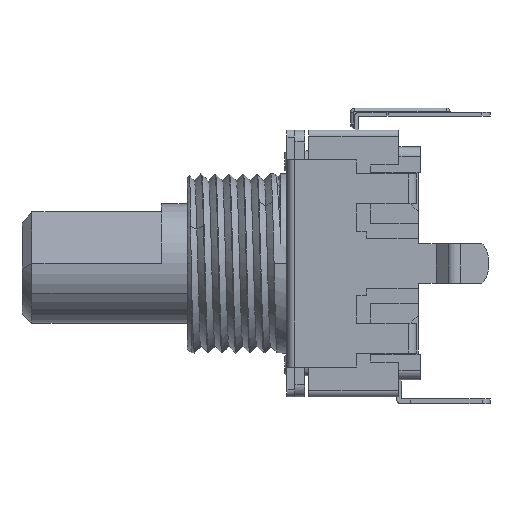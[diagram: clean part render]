
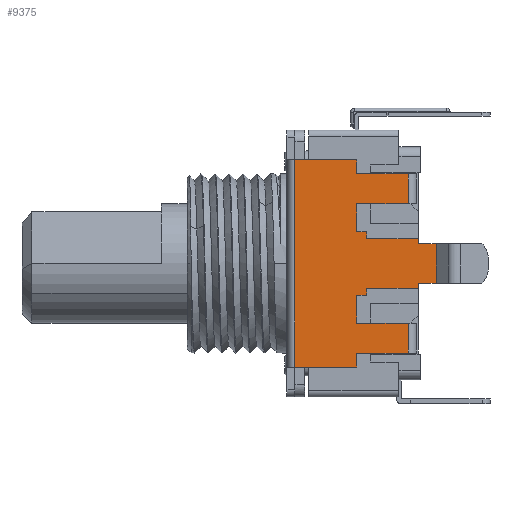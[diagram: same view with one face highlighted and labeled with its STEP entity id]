
A CAD part, left-side view. The second image highlights one B-rep face of the part: STEP entity #9375.
In plain terms, the highlighted planar face has unit normal (-1, 0, 0).
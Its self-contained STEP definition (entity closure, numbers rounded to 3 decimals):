
#1219=DIRECTION('',(0.,0.,1.));
#1220=VECTOR('',#1219,1.5);
#1221=CARTESIAN_POINT('',(-6.15,-5.2,-4.5));
#1222=LINE('',#1221,#1220);
#1223=DIRECTION('',(0.,1.,0.));
#1224=VECTOR('',#1223,0.9);
#1225=CARTESIAN_POINT('',(-6.15,-6.6,1.));
#1226=LINE('',#1225,#1224);
#1227=DIRECTION('',(0.,1.,0.));
#1228=VECTOR('',#1227,0.9);
#1229=CARTESIAN_POINT('',(-6.15,-6.6,-1.));
#1230=LINE('',#1229,#1228);
#1231=DIRECTION('',(0.,0.,1.));
#1232=VECTOR('',#1231,0.25);
#1233=CARTESIAN_POINT('',(-6.15,-5.7,-1.25));
#1234=LINE('',#1233,#1232);
#1235=DIRECTION('',(0.,1.,0.));
#1236=VECTOR('',#1235,2.6);
#1237=CARTESIAN_POINT('',(-6.15,-5.7,-1.25));
#1238=LINE('',#1237,#1236);
#1239=DIRECTION('',(0.,0.,-1.));
#1240=VECTOR('',#1239,0.35);
#1241=CARTESIAN_POINT('',(-6.15,-3.1,-1.25));
#1242=LINE('',#1241,#1240);
#1243=DIRECTION('',(0.,1.,0.));
#1244=VECTOR('',#1243,0.5);
#1245=CARTESIAN_POINT('',(-6.15,-3.1,-1.6));
#1246=LINE('',#1245,#1244);
#1247=DIRECTION('',(0.,0.,-1.));
#1248=VECTOR('',#1247,1.4);
#1249=CARTESIAN_POINT('',(-6.15,-2.6,-1.6));
#1250=LINE('',#1249,#1248);
#1251=DIRECTION('',(0.,-1.,0.));
#1252=VECTOR('',#1251,2.6);
#1253=CARTESIAN_POINT('',(-6.15,-2.6,-3.));
#1254=LINE('',#1253,#1252);
#1255=DIRECTION('',(0.,1.,0.));
#1256=VECTOR('',#1255,2.6);
#1257=CARTESIAN_POINT('',(-6.15,-5.2,-4.5));
#1258=LINE('',#1257,#1256);
#1259=DIRECTION('',(0.,0.,-1.));
#1260=VECTOR('',#1259,0.7);
#1261=CARTESIAN_POINT('',(-6.15,-2.6,-4.5));
#1262=LINE('',#1261,#1260);
#1263=DIRECTION('',(0.,1.,0.));
#1264=VECTOR('',#1263,3.1);
#1265=CARTESIAN_POINT('',(-6.15,-2.6,-5.2));
#1266=LINE('',#1265,#1264);
#1267=DIRECTION('',(0.,-1.,0.));
#1268=VECTOR('',#1267,3.1);
#1269=CARTESIAN_POINT('',(-6.15,0.5,5.2));
#1270=LINE('',#1269,#1268);
#1271=DIRECTION('',(0.,-1.,0.));
#1272=VECTOR('',#1271,2.6);
#1273=CARTESIAN_POINT('',(-6.15,-2.6,4.5));
#1274=LINE('',#1273,#1272);
#1275=DIRECTION('',(0.,1.,0.));
#1276=VECTOR('',#1275,2.6);
#1277=CARTESIAN_POINT('',(-6.15,-5.2,3.));
#1278=LINE('',#1277,#1276);
#1279=DIRECTION('',(0.,0.,-1.));
#1280=VECTOR('',#1279,1.4);
#1281=CARTESIAN_POINT('',(-6.15,-2.6,3.));
#1282=LINE('',#1281,#1280);
#1283=DIRECTION('',(0.,-1.,0.));
#1284=VECTOR('',#1283,0.5);
#1285=CARTESIAN_POINT('',(-6.15,-2.6,1.6));
#1286=LINE('',#1285,#1284);
#1287=DIRECTION('',(0.,0.,-1.));
#1288=VECTOR('',#1287,0.35);
#1289=CARTESIAN_POINT('',(-6.15,-3.1,1.6));
#1290=LINE('',#1289,#1288);
#1291=DIRECTION('',(0.,-1.,0.));
#1292=VECTOR('',#1291,2.6);
#1293=CARTESIAN_POINT('',(-6.15,-3.1,1.25));
#1294=LINE('',#1293,#1292);
#1295=DIRECTION('',(0.,0.,1.));
#1296=VECTOR('',#1295,0.25);
#1297=CARTESIAN_POINT('',(-6.15,-5.7,1.));
#1298=LINE('',#1297,#1296);
#1307=DIRECTION('',(0.,0.,1.));
#1308=VECTOR('',#1307,2.);
#1309=CARTESIAN_POINT('',(-6.15,-6.6,-1.));
#1310=LINE('',#1309,#1308);
#2799=DIRECTION('',(0.,0.,1.));
#2800=VECTOR('',#2799,1.5);
#2801=CARTESIAN_POINT('',(-6.15,-5.2,3.));
#2802=LINE('',#2801,#2800);
#2811=DIRECTION('',(0.,0.,1.));
#2812=VECTOR('',#2811,0.7);
#2813=CARTESIAN_POINT('',(-6.15,-2.6,4.5));
#2814=LINE('',#2813,#2812);
#3406=DIRECTION('',(0.,0.,-1.));
#3407=VECTOR('',#3406,10.4);
#3408=CARTESIAN_POINT('',(-6.15,0.5,5.2));
#3409=LINE('',#3408,#3407);
#6217=CARTESIAN_POINT('',(-6.15,0.5,5.2));
#6218=CARTESIAN_POINT('',(-6.15,0.5,-5.2));
#6219=VERTEX_POINT('',#6217);
#6220=VERTEX_POINT('',#6218);
#6221=CARTESIAN_POINT('',(-6.15,-3.1,-1.25));
#6222=CARTESIAN_POINT('',(-6.15,-3.1,-1.6));
#6223=VERTEX_POINT('',#6221);
#6224=VERTEX_POINT('',#6222);
#6225=CARTESIAN_POINT('',(-6.15,-2.6,-1.6));
#6226=VERTEX_POINT('',#6225);
#6227=CARTESIAN_POINT('',(-6.15,-2.6,-3.));
#6228=VERTEX_POINT('',#6227);
#6229=CARTESIAN_POINT('',(-6.15,-5.2,-3.));
#6230=VERTEX_POINT('',#6229);
#6231=CARTESIAN_POINT('',(-6.15,-5.2,-4.5));
#6232=VERTEX_POINT('',#6231);
#6233=CARTESIAN_POINT('',(-6.15,-2.6,-4.5));
#6234=VERTEX_POINT('',#6233);
#6235=CARTESIAN_POINT('',(-6.15,-2.6,-5.2));
#6236=VERTEX_POINT('',#6235);
#6237=CARTESIAN_POINT('',(-6.15,-2.6,5.2));
#6238=VERTEX_POINT('',#6237);
#6239=CARTESIAN_POINT('',(-6.15,-2.6,4.5));
#6240=VERTEX_POINT('',#6239);
#6241=CARTESIAN_POINT('',(-6.15,-5.2,4.5));
#6242=VERTEX_POINT('',#6241);
#6243=CARTESIAN_POINT('',(-6.15,-5.2,3.));
#6244=VERTEX_POINT('',#6243);
#6245=CARTESIAN_POINT('',(-6.15,-2.6,3.));
#6246=VERTEX_POINT('',#6245);
#6247=CARTESIAN_POINT('',(-6.15,-2.6,1.6));
#6248=VERTEX_POINT('',#6247);
#6249=CARTESIAN_POINT('',(-6.15,-3.1,1.6));
#6250=VERTEX_POINT('',#6249);
#6251=CARTESIAN_POINT('',(-6.15,-3.1,1.25));
#6252=VERTEX_POINT('',#6251);
#7483=CARTESIAN_POINT('',(-6.15,-6.6,1.));
#7484=CARTESIAN_POINT('',(-6.15,-5.7,1.));
#7485=VERTEX_POINT('',#7483);
#7486=VERTEX_POINT('',#7484);
#7487=CARTESIAN_POINT('',(-6.15,-5.7,1.25));
#7488=VERTEX_POINT('',#7487);
#7489=CARTESIAN_POINT('',(-6.15,-5.7,-1.25));
#7490=CARTESIAN_POINT('',(-6.15,-5.7,-1.));
#7491=VERTEX_POINT('',#7489);
#7492=VERTEX_POINT('',#7490);
#7493=CARTESIAN_POINT('',(-6.15,-6.6,-1.));
#7494=VERTEX_POINT('',#7493);
#9323=CARTESIAN_POINT('',(-6.15,6.45,0.));
#9324=DIRECTION('',(-1.,0.,0.));
#9325=DIRECTION('',(0.,1.,0.));
#9326=AXIS2_PLACEMENT_3D('',#9323,#9324,#9325);
#9327=PLANE('',#9326);
#9328=ORIENTED_EDGE('',*,*,#8461,.F.);
#9330=ORIENTED_EDGE('',*,*,#9329,.F.);
#9332=ORIENTED_EDGE('',*,*,#9331,.T.);
#9334=ORIENTED_EDGE('',*,*,#9333,.F.);
#9336=ORIENTED_EDGE('',*,*,#9335,.T.);
#9338=ORIENTED_EDGE('',*,*,#9337,.T.);
#9340=ORIENTED_EDGE('',*,*,#9339,.T.);
#9342=ORIENTED_EDGE('',*,*,#9341,.T.);
#9344=ORIENTED_EDGE('',*,*,#9343,.T.);
#9345=ORIENTED_EDGE('',*,*,#9316,.F.);
#9346=ORIENTED_EDGE('',*,*,#9249,.T.);
#9348=ORIENTED_EDGE('',*,*,#9347,.T.);
#9350=ORIENTED_EDGE('',*,*,#9349,.T.);
#9352=ORIENTED_EDGE('',*,*,#9351,.F.);
#9354=ORIENTED_EDGE('',*,*,#9353,.T.);
#9356=ORIENTED_EDGE('',*,*,#9355,.F.);
#9358=ORIENTED_EDGE('',*,*,#9357,.T.);
#9360=ORIENTED_EDGE('',*,*,#9359,.F.);
#9362=ORIENTED_EDGE('',*,*,#9361,.T.);
#9364=ORIENTED_EDGE('',*,*,#9363,.T.);
#9366=ORIENTED_EDGE('',*,*,#9365,.T.);
#9368=ORIENTED_EDGE('',*,*,#9367,.T.);
#9370=ORIENTED_EDGE('',*,*,#9369,.T.);
#9372=ORIENTED_EDGE('',*,*,#9371,.F.);
#9373=EDGE_LOOP('',(#9328,#9330,#9332,#9334,#9336,#9338,#9340,#9342,#9344,#9345,
#9346,#9348,#9350,#9352,#9354,#9356,#9358,#9360,#9362,#9364,#9366,#9368,#9370,
#9372));
#9374=FACE_OUTER_BOUND('',#9373,.F.);
#9375=ADVANCED_FACE('',(#9374),#9327,.T.);
#8461=EDGE_CURVE('',#7485,#7486,#1226,.T.);
#9249=EDGE_CURVE('',#6232,#6234,#1258,.T.);
#9316=EDGE_CURVE('',#6232,#6230,#1222,.T.);
#9329=EDGE_CURVE('',#7494,#7485,#1310,.T.);
#9331=EDGE_CURVE('',#7494,#7492,#1230,.T.);
#9333=EDGE_CURVE('',#7491,#7492,#1234,.T.);
#9335=EDGE_CURVE('',#7491,#6223,#1238,.T.);
#9337=EDGE_CURVE('',#6223,#6224,#1242,.T.);
#9339=EDGE_CURVE('',#6224,#6226,#1246,.T.);
#9341=EDGE_CURVE('',#6226,#6228,#1250,.T.);
#9343=EDGE_CURVE('',#6228,#6230,#1254,.T.);
#9347=EDGE_CURVE('',#6234,#6236,#1262,.T.);
#9349=EDGE_CURVE('',#6236,#6220,#1266,.T.);
#9351=EDGE_CURVE('',#6219,#6220,#3409,.T.);
#9353=EDGE_CURVE('',#6219,#6238,#1270,.T.);
#9355=EDGE_CURVE('',#6240,#6238,#2814,.T.);
#9357=EDGE_CURVE('',#6240,#6242,#1274,.T.);
#9359=EDGE_CURVE('',#6244,#6242,#2802,.T.);
#9361=EDGE_CURVE('',#6244,#6246,#1278,.T.);
#9363=EDGE_CURVE('',#6246,#6248,#1282,.T.);
#9365=EDGE_CURVE('',#6248,#6250,#1286,.T.);
#9367=EDGE_CURVE('',#6250,#6252,#1290,.T.);
#9369=EDGE_CURVE('',#6252,#7488,#1294,.T.);
#9371=EDGE_CURVE('',#7486,#7488,#1298,.T.);
